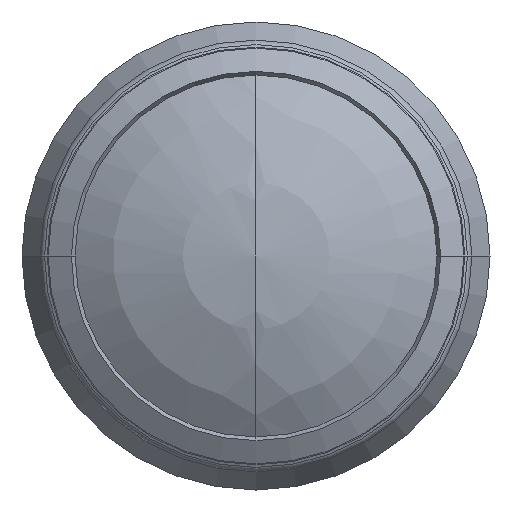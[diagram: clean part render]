
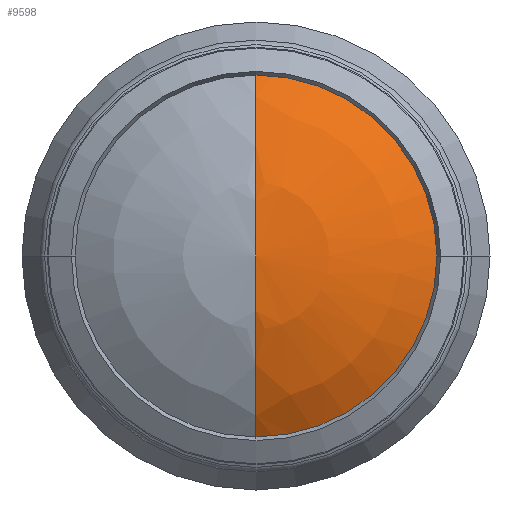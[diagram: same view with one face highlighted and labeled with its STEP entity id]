
A CAD part, left-side view. The second image highlights one B-rep face of the part: STEP entity #9598.
In plain terms, the highlighted spherical face has radius 22.07 mm.
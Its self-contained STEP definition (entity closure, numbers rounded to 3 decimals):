
#9516=CARTESIAN_POINT('',(0.,0.,-15.82));
#9517=DIRECTION('',(0.,1.,0.));
#9518=DIRECTION('',(-0.59,0.,0.807));
#9519=AXIS2_PLACEMENT_3D('',#9516,#9517,#9518);
#9521=CARTESIAN_POINT('',(0.,0.,-15.82));
#9522=DIRECTION('',(0.,-1.,0.));
#9523=DIRECTION('',(0.59,0.,0.807));
#9524=AXIS2_PLACEMENT_3D('',#9521,#9522,#9523);
#9526=CARTESIAN_POINT('',(0.,0.,2.));
#9527=DIRECTION('',(0.,0.,1.));
#9528=DIRECTION('',(-1.,0.,0.));
#9529=AXIS2_PLACEMENT_3D('',#9526,#9527,#9528);
#9537=CARTESIAN_POINT('',(-13.02,0.,2.));
#9539=VERTEX_POINT('',#9537);
#9540=CARTESIAN_POINT('',(0.,0.,6.25));
#9541=VERTEX_POINT('',#9540);
#9543=CARTESIAN_POINT('',(13.02,0.,2.));
#9545=VERTEX_POINT('',#9543);
#9586=CARTESIAN_POINT('',(0.,0.,-15.82));
#9587=DIRECTION('',(0.,0.,-1.));
#9588=DIRECTION('',(1.,0.,0.));
#9589=AXIS2_PLACEMENT_3D('',#9586,#9587,#9588);
#9590=SPHERICAL_SURFACE('',#9589,22.07);
#9592=ORIENTED_EDGE('',*,*,#9591,.T.);
#9594=ORIENTED_EDGE('',*,*,#9593,.F.);
#9595=ORIENTED_EDGE('',*,*,#9579,.F.);
#9596=EDGE_LOOP('',(#9592,#9594,#9595));
#9597=FACE_OUTER_BOUND('',#9596,.F.);
#9598=ADVANCED_FACE('',(#9597),#9590,.T.);
#9520=CIRCLE('',#9519,22.07);
#9525=CIRCLE('',#9524,22.07);
#9530=CIRCLE('',#9529,13.02);
#9579=EDGE_CURVE('',#9539,#9545,#9530,.T.);
#9591=EDGE_CURVE('',#9539,#9541,#9520,.T.);
#9593=EDGE_CURVE('',#9545,#9541,#9525,.T.);
